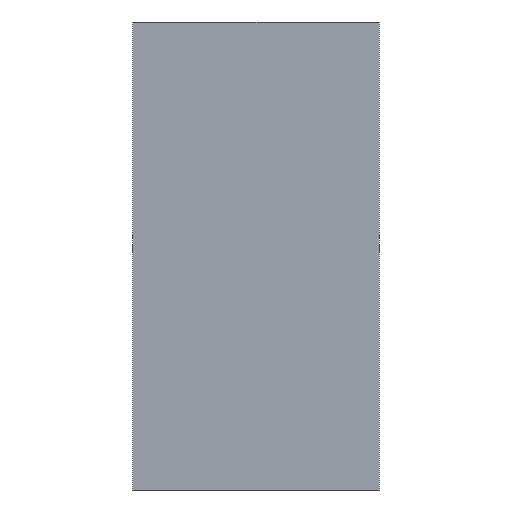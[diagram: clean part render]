
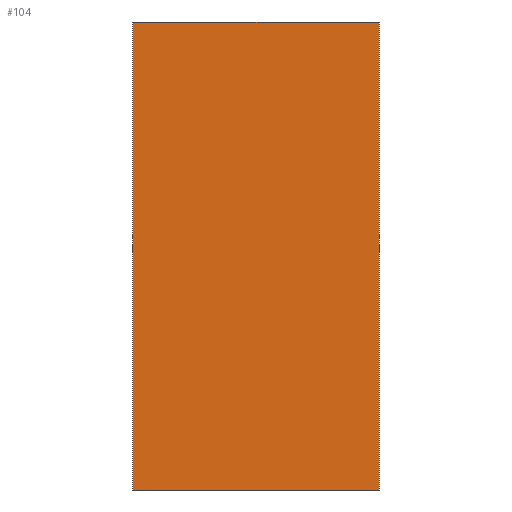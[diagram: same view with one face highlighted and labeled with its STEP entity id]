
A CAD part, left-side view. The second image highlights one B-rep face of the part: STEP entity #104.
In plain terms, the highlighted planar face has unit normal (-1, 0, 0).
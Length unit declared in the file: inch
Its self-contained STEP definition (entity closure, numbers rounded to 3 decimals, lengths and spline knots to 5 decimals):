
#18=FACE_OUTER_BOUND('',#24,.T.);
#24=EDGE_LOOP('',(#83,#84,#85,#86));
#32=LINE('',#167,#44);
#35=LINE('',#172,#47);
#36=LINE('',#175,#48);
#37=LINE('',#176,#49);
#44=VECTOR('',#138,0.3937);
#47=VECTOR('',#143,0.3937);
#48=VECTOR('',#146,0.3937);
#49=VECTOR('',#147,0.3937);
#55=VERTEX_POINT('',#164);
#56=VERTEX_POINT('',#166);
#57=VERTEX_POINT('',#170);
#58=VERTEX_POINT('',#174);
#64=EDGE_CURVE('',#56,#55,#32,.T.);
#67=EDGE_CURVE('',#57,#55,#35,.T.);
#68=EDGE_CURVE('',#56,#58,#36,.T.);
#69=EDGE_CURVE('',#58,#57,#37,.T.);
#83=ORIENTED_EDGE('',*,*,#68,.F.);
#84=ORIENTED_EDGE('',*,*,#64,.T.);
#85=ORIENTED_EDGE('',*,*,#67,.F.);
#86=ORIENTED_EDGE('',*,*,#69,.F.);
#98=PLANE('',#124);
#104=ADVANCED_FACE('',(#18),#98,.T.);
#124=AXIS2_PLACEMENT_3D('',#173,#144,#145);
#138=DIRECTION('',(0.,1.,0.));
#143=DIRECTION('',(0.,0.,1.));
#144=DIRECTION('center_axis',(-1.,0.,0.));
#145=DIRECTION('ref_axis',(0.,0.,1.));
#146=DIRECTION('',(0.,0.,-1.));
#147=DIRECTION('',(0.,1.,0.));
#164=CARTESIAN_POINT('',(-5.9,1.,0.));
#166=CARTESIAN_POINT('',(-5.9,0.,0.));
#167=CARTESIAN_POINT('',(-5.9,0.,0.));
#170=CARTESIAN_POINT('',(-5.9,1.,-1.9));
#172=CARTESIAN_POINT('',(-5.9,1.,0.));
#173=CARTESIAN_POINT('Origin',(-5.9,0.,-1.9));
#174=CARTESIAN_POINT('',(-5.9,0.,-1.9));
#175=CARTESIAN_POINT('',(-5.9,0.,0.));
#176=CARTESIAN_POINT('',(-5.9,0.,-1.9));
